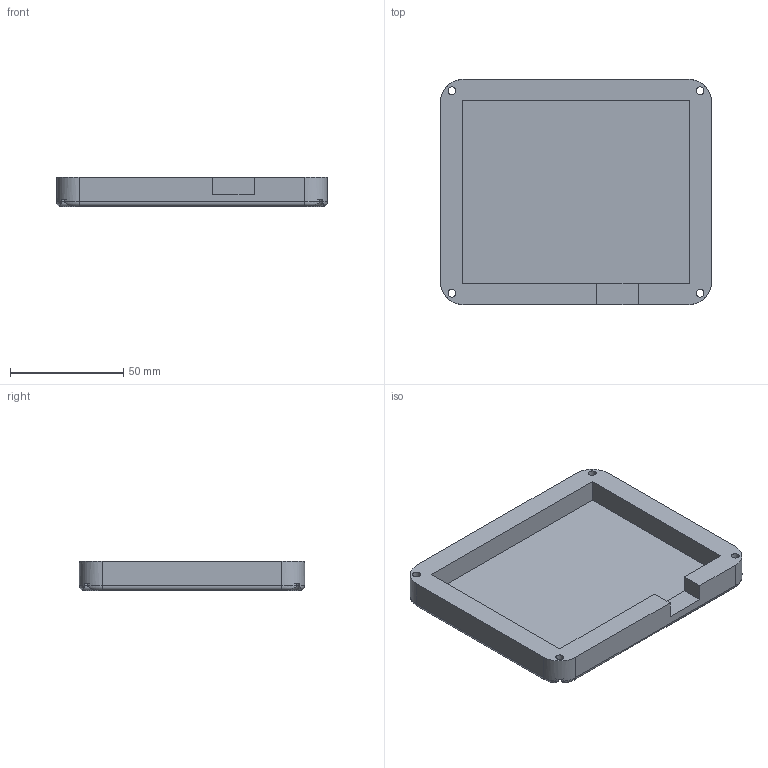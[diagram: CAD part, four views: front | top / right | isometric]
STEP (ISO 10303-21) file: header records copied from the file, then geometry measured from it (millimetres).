
FILE_DESCRIPTION(/* description */ ('','CAx-IF Rec.Pracs.---Representation and Presentation of Product Manufacturing Information (PMI)---4.0---2014-10-13'),/* implementation_level */ '2;1');
FILE_NAME(/* name */ 'Hack_Pad_case_(bottom).step',/* time_stamp */ '2025-02-14T22:17:22+08:00',/* author */ (''),/* organization */ (''),/* preprocessor_version */ 'ST-DEVELOPER v20',/* originating_system */ 'Autodesk Translation Framework v13.20.0.188',/* authorisation */ '');
FILE_SCHEMA (('AP242_MANAGED_MODEL_BASED_3D_ENGINEERING_MIM_LF { 1 0 10303 442 1 1 4 }'));
Length unit declared in the file: millimetre
Products named in the file (2): Hack_Pad_case_design; case body
Assembly tree (1 placements, depth 2):
  Hack_Pad_case_design
    case body
Bounding box: 119.42 x 99.25 x 13.2 mm (x, y, z)
Volume: 70022.5 mm3; surface area: 32703.7 mm2
Topology: 1 solids, 1 shells, 384 faces, 1067 edges, 706 vertices
Faces by surface type: bspline 223, plane 133, cylinder 16, torus 12
Full cylindrical faces by diameter (mm): 3.4 x4
Entity records: 14474 total; most frequent: CARTESIAN_POINT 6087, ORIENTED_EDGE 2134, EDGE_CURVE 1067, DIRECTION 993, VERTEX_POINT 706, LINE 561, VECTOR 561, B_SPLINE_CURVE_WITH_KNOTS 454
